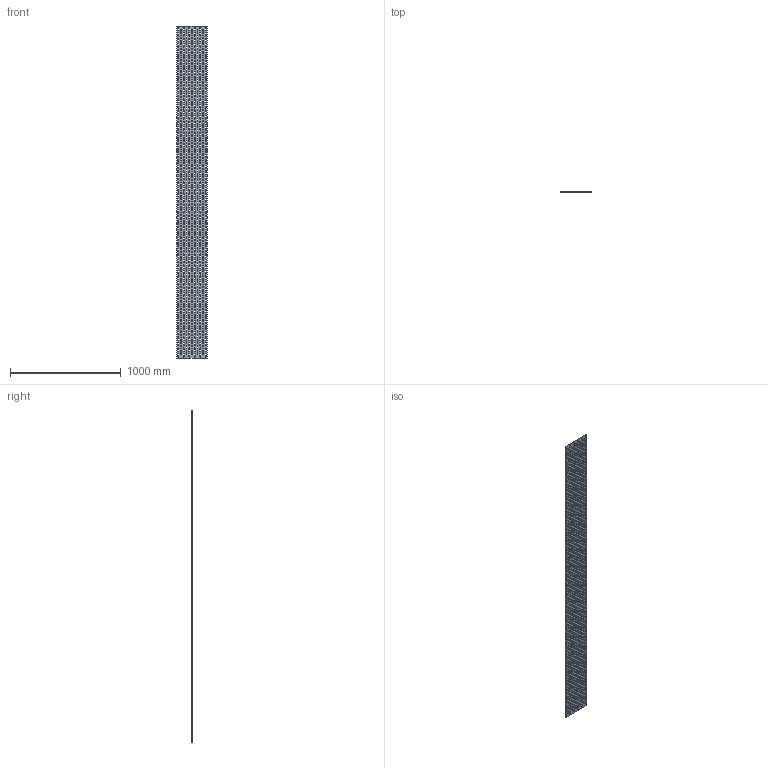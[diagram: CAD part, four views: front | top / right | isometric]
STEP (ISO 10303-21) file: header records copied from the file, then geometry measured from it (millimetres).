
FILE_DESCRIPTION (( 'STEP AP214' ), '1' );
FILE_NAME ('6103448.STEP', '2019-11-19T14:46:50', ( '' ), ( '' ), 'SwSTEP 2.0', 'SolidWorks 2018', '' );
FILE_SCHEMA (( 'AUTOMOTIVE_DESIGN' ));
Length unit declared in the file: millimetre
Products named in the file (1): 6103448
Bounding box: 280 x 0.75 x 3000 mm (x, y, z)
Volume: 525125.7 mm3; surface area: 1440620.9 mm2
Topology: 1 solids, 1 shells, 3281 faces, 9837 edges, 6558 vertices
Faces by surface type: cylinder 1965, plane 1316
Entity records: 114815 total; most frequent: DIRECTION 20331, CARTESIAN_POINT 19677, ORIENTED_EDGE 19674, EDGE_CURVE 9837, AXIS2_PLACEMENT_3D 7212, VERTEX_POINT 6558, VECTOR 5907, LINE 5907
